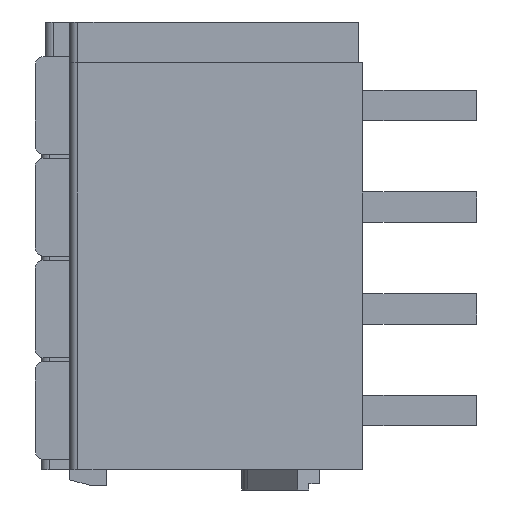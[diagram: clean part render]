
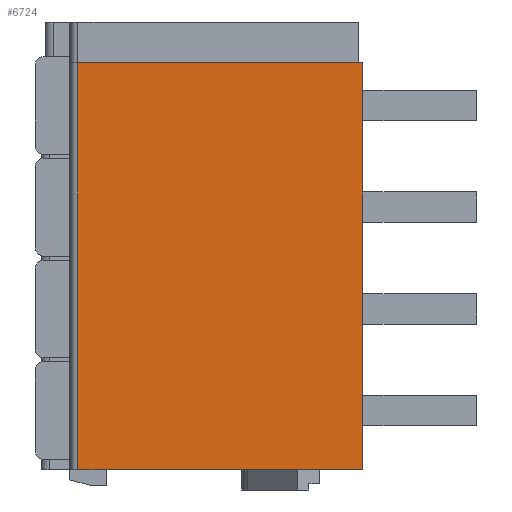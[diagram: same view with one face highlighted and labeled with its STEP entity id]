
A CAD part, left-side view. The second image highlights one B-rep face of the part: STEP entity #6724.
In plain terms, the highlighted planar face has unit normal (-1, 0, 0).
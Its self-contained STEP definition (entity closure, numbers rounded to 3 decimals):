
#817=ORIENTED_EDGE('',*,*,#2116,.T.);
#818=ORIENTED_EDGE('',*,*,#1730,.F.);
#819=ORIENTED_EDGE('',*,*,#2117,.F.);
#820=ORIENTED_EDGE('',*,*,#2114,.T.);
#1730=EDGE_CURVE('',#2427,#2424,#2901,.T.);
#2114=EDGE_CURVE('',#2705,#2704,#3216,.T.);
#2116=EDGE_CURVE('',#2704,#2424,#3217,.T.);
#2117=EDGE_CURVE('',#2705,#2427,#3218,.T.);
#2424=VERTEX_POINT('',#8853);
#2427=VERTEX_POINT('',#8858);
#2704=VERTEX_POINT('',#9590);
#2705=VERTEX_POINT('',#9592);
#2901=LINE('',#8859,#3519);
#3216=LINE('',#9591,#3834);
#3217=LINE('',#9595,#3835);
#3218=LINE('',#9596,#3836);
#3519=VECTOR('',#7453,1000.);
#3834=VECTOR('',#8048,1000.);
#3835=VECTOR('',#8053,1000.);
#3836=VECTOR('',#8054,1000.);
#4136=EDGE_LOOP('',(#817,#818,#819,#820));
#4411=FACE_BOUND('',#4136,.T.);
#4653=PLANE('',#7077);
#6724=ADVANCED_FACE('',(#4411),#4653,.F.);
#7077=AXIS2_PLACEMENT_3D('',#9594,#8051,#8052);
#7453=DIRECTION('',(0.,0.,-1.));
#8048=DIRECTION('',(0.,0.,-1.));
#8051=DIRECTION('',(1.,0.,0.));
#8052=DIRECTION('',(0.,0.,-1.));
#8053=DIRECTION('',(0.,-1.,0.));
#8054=DIRECTION('',(0.,-1.,0.));
#8853=CARTESIAN_POINT('',(-4.2,0.,0.));
#8858=CARTESIAN_POINT('',(-4.2,0.,10.));
#8859=CARTESIAN_POINT('',(-4.2,0.,10.));
#9590=CARTESIAN_POINT('',(-4.2,7.,0.));
#9591=CARTESIAN_POINT('',(-4.2,7.,10.));
#9592=CARTESIAN_POINT('',(-4.2,7.,10.));
#9594=CARTESIAN_POINT('',(-4.2,7.,10.));
#9595=CARTESIAN_POINT('',(-4.2,7.,0.));
#9596=CARTESIAN_POINT('',(-4.2,7.,10.));
